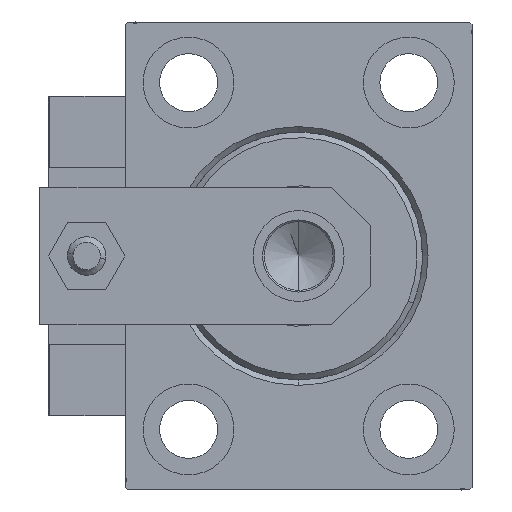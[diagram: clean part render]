
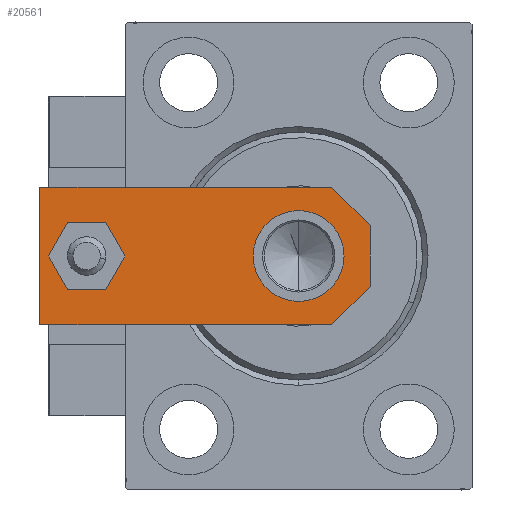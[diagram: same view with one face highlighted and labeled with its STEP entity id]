
A CAD part, left-side view. The second image highlights one B-rep face of the part: STEP entity #20561.
In plain terms, the highlighted face is planar.
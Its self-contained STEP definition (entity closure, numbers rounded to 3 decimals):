
#231 = CARTESIAN_POINT ( 'NONE',  ( 2.75, -2.75, 6. ) ) ;
#475 = CIRCLE ( 'NONE', #6946, 8.25 ) ;
#670 = EDGE_CURVE ( 'NONE', #11173, #1731, #40257, .T. ) ;
#1471 = VERTEX_POINT ( 'NONE', #16930 ) ;
#1731 = VERTEX_POINT ( 'NONE', #37185 ) ;
#3033 = ORIENTED_EDGE ( 'NONE', *, *, #15302, .F. ) ;
#3292 = VECTOR ( 'NONE', #24960, 1000. ) ;
#4876 = VECTOR ( 'NONE', #48401, 1000. ) ;
#5787 = CIRCLE ( 'NONE', #41374, 8.25 ) ;
#6103 = LINE ( 'NONE', #44093, #4876 ) ;
#6237 = CARTESIAN_POINT ( 'NONE',  ( -12.5, 60., 6. ) ) ;
#6751 = CARTESIAN_POINT ( 'NONE',  ( 0., 51.5, 6. ) ) ;
#6946 = AXIS2_PLACEMENT_3D ( 'NONE', #23973, #24479, #32333 ) ;
#7015 = VERTEX_POINT ( 'NONE', #38242 ) ;
#7084 = VECTOR ( 'NONE', #20604, 1000. ) ;
#7146 = VECTOR ( 'NONE', #31633, 1000. ) ;
#7282 = CARTESIAN_POINT ( 'NONE',  ( 12.5, 60., 6. ) ) ;
#7958 = CARTESIAN_POINT ( 'NONE',  ( -12.5, 60., 6. ) ) ;
#8202 = CARTESIAN_POINT ( 'NONE',  ( 12.5, 0., 6. ) ) ;
#8910 = CARTESIAN_POINT ( 'NONE',  ( -12.5, 7., 6. ) ) ;
#9205 = VERTEX_POINT ( 'NONE', #8910 ) ;
#9715 = CARTESIAN_POINT ( 'NONE',  ( -8.25, 13., 6. ) ) ;
#10167 = EDGE_CURVE ( 'NONE', #1731, #11173, #40836, .T. ) ;
#10349 = CARTESIAN_POINT ( 'NONE',  ( 8.25, 13., 6. ) ) ;
#10545 = DIRECTION ( 'NONE',  ( 1., 0., 0. ) ) ;
#11173 = VERTEX_POINT ( 'NONE', #20140 ) ;
#11175 = ORIENTED_EDGE ( 'NONE', *, *, #17959, .T. ) ;
#11768 = EDGE_LOOP ( 'NONE', ( #17334, #30625 ) ) ;
#12113 = CARTESIAN_POINT ( 'NONE',  ( 12.5, 7., 6. ) ) ;
#12303 = DIRECTION ( 'NONE',  ( 0., 0., 1. ) ) ;
#13352 = EDGE_CURVE ( 'NONE', #7015, #39764, #18927, .T. ) ;
#13920 = ORIENTED_EDGE ( 'NONE', *, *, #36393, .T. ) ;
#14938 = VECTOR ( 'NONE', #22975, 1000. ) ;
#15112 = CARTESIAN_POINT ( 'NONE',  ( 0., 51.5, 6. ) ) ;
#15302 = EDGE_CURVE ( 'NONE', #15722, #15930, #475, .T. ) ;
#15360 = DIRECTION ( 'NONE',  ( 1., 0., 0. ) ) ;
#15722 = VERTEX_POINT ( 'NONE', #9715 ) ;
#15930 = VERTEX_POINT ( 'NONE', #10349 ) ;
#16562 = LINE ( 'NONE', #8202, #7084 ) ;
#16930 = CARTESIAN_POINT ( 'NONE',  ( -5.5, 0., 6. ) ) ;
#17334 = ORIENTED_EDGE ( 'NONE', *, *, #670, .F. ) ;
#17959 = EDGE_CURVE ( 'NONE', #39764, #9205, #21438, .T. ) ;
#18579 = FACE_OUTER_BOUND ( 'NONE', #23999, .T. ) ;
#18927 = LINE ( 'NONE', #7282, #14938 ) ;
#19954 = VECTOR ( 'NONE', #25233, 1000. ) ;
#20014 = ORIENTED_EDGE ( 'NONE', *, *, #46075, .T. ) ;
#20140 = CARTESIAN_POINT ( 'NONE',  ( -4., 51.5, 6. ) ) ;
#20561 = ADVANCED_FACE ( 'NONE', ( #30001, #18579, #25944 ), #34030, .T. ) ;
#20604 = DIRECTION ( 'NONE',  ( 0., 1., 0. ) ) ;
#20908 = CARTESIAN_POINT ( 'NONE',  ( -12.5, 0., 6. ) ) ;
#20958 = ORIENTED_EDGE ( 'NONE', *, *, #13352, .T. ) ;
#21438 = LINE ( 'NONE', #6237, #19954 ) ;
#21650 = CARTESIAN_POINT ( 'NONE',  ( 0., 0., 6. ) ) ;
#22975 = DIRECTION ( 'NONE',  ( -1., 0., 0. ) ) ;
#23236 = AXIS2_PLACEMENT_3D ( 'NONE', #21650, #41401, #49492 ) ;
#23969 = DIRECTION ( 'NONE',  ( 0., 0., 1. ) ) ;
#23973 = CARTESIAN_POINT ( 'NONE',  ( 0., 13., 6. ) ) ;
#23999 = EDGE_LOOP ( 'NONE', ( #11175, #46803, #20014, #44596, #13920, #20958 ) ) ;
#24081 = AXIS2_PLACEMENT_3D ( 'NONE', #15112, #12303, #15360 ) ;
#24479 = DIRECTION ( 'NONE',  ( 0., 0., 1. ) ) ;
#24760 = VERTEX_POINT ( 'NONE', #37173 ) ;
#24960 = DIRECTION ( 'NONE',  ( 1., 0., 0. ) ) ;
#25233 = DIRECTION ( 'NONE',  ( 0., -1., 0. ) ) ;
#25674 = EDGE_CURVE ( 'NONE', #24760, #32296, #27570, .T. ) ;
#25944 = FACE_BOUND ( 'NONE', #42448, .T. ) ;
#27570 = LINE ( 'NONE', #231, #7146 ) ;
#28256 = LINE ( 'NONE', #20908, #3292 ) ;
#30001 = FACE_BOUND ( 'NONE', #11768, .T. ) ;
#30625 = ORIENTED_EDGE ( 'NONE', *, *, #10167, .F. ) ;
#31633 = DIRECTION ( 'NONE',  ( 0.707, 0.707, 0. ) ) ;
#32296 = VERTEX_POINT ( 'NONE', #12113 ) ;
#32333 = DIRECTION ( 'NONE',  ( 1., 0., 0. ) ) ;
#34030 = PLANE ( 'NONE',  #23236 ) ;
#35972 = AXIS2_PLACEMENT_3D ( 'NONE', #6751, #45499, #10545 ) ;
#36393 = EDGE_CURVE ( 'NONE', #32296, #7015, #16562, .T. ) ;
#37173 = CARTESIAN_POINT ( 'NONE',  ( 5.5, 0., 6. ) ) ;
#37185 = CARTESIAN_POINT ( 'NONE',  ( 4., 51.5, 6. ) ) ;
#38242 = CARTESIAN_POINT ( 'NONE',  ( 12.5, 60., 6. ) ) ;
#39411 = DIRECTION ( 'NONE',  ( 1., 0., 0. ) ) ;
#39764 = VERTEX_POINT ( 'NONE', #7958 ) ;
#40257 = CIRCLE ( 'NONE', #24081, 4. ) ;
#40836 = CIRCLE ( 'NONE', #35972, 4. ) ;
#41374 = AXIS2_PLACEMENT_3D ( 'NONE', #48025, #23969, #39411 ) ;
#41401 = DIRECTION ( 'NONE',  ( 0., 0., 1. ) ) ;
#42448 = EDGE_LOOP ( 'NONE', ( #3033, #46605 ) ) ;
#44093 = CARTESIAN_POINT ( 'NONE',  ( -2.75, -2.75, 6. ) ) ;
#44596 = ORIENTED_EDGE ( 'NONE', *, *, #25674, .T. ) ;
#45499 = DIRECTION ( 'NONE',  ( 0., 0., 1. ) ) ;
#46075 = EDGE_CURVE ( 'NONE', #1471, #24760, #28256, .T. ) ;
#46432 = EDGE_CURVE ( 'NONE', #9205, #1471, #6103, .T. ) ;
#46605 = ORIENTED_EDGE ( 'NONE', *, *, #48552, .F. ) ;
#46803 = ORIENTED_EDGE ( 'NONE', *, *, #46432, .T. ) ;
#48025 = CARTESIAN_POINT ( 'NONE',  ( 0., 13., 6. ) ) ;
#48401 = DIRECTION ( 'NONE',  ( 0.707, -0.707, 0. ) ) ;
#48552 = EDGE_CURVE ( 'NONE', #15930, #15722, #5787, .T. ) ;
#49492 = DIRECTION ( 'NONE',  ( 1., 0., 0. ) ) ;
